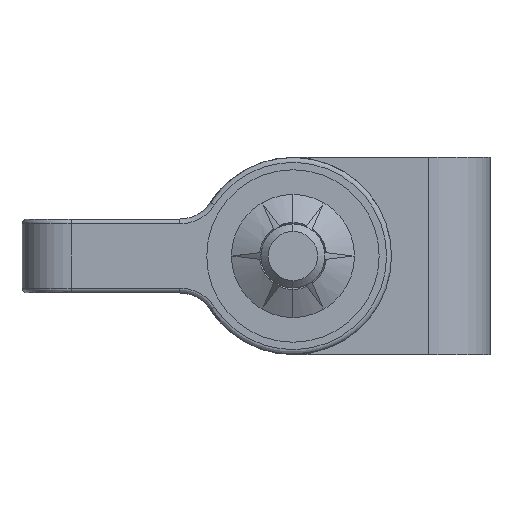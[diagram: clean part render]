
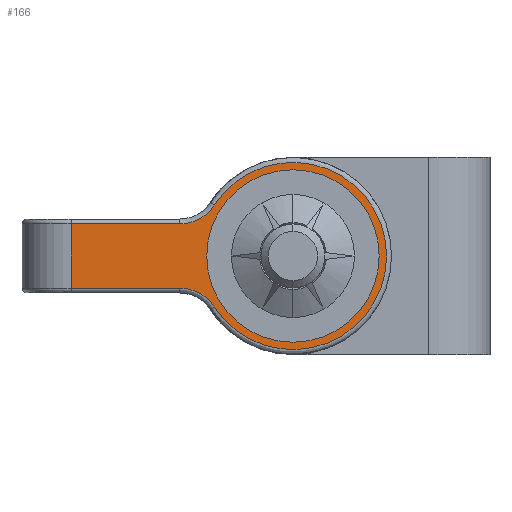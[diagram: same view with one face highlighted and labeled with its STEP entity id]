
A CAD part, left-side view. The second image highlights one B-rep face of the part: STEP entity #166.
In plain terms, the highlighted planar face has unit normal (-1, 0, 0).
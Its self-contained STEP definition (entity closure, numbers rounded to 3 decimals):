
#166=ADVANCED_FACE('',(#1486,#1487),#1485,.F.);
#1485=PLANE('',#2835);
#1486=FACE_OUTER_BOUND('',#2836,.T.);
#1487=FACE_BOUND('',#2837,.T.);
#2832=CARTESIAN_POINT('',(-9.,-7.269,6.881));
#2833=DIRECTION('',(1.,0.,0.));
#2834=DIRECTION('',(0.,0.,-1.));
#2835=AXIS2_PLACEMENT_3D('',#2832,#2833,#2834);
#2836=EDGE_LOOP('',(#3820,#3821,#3822,#3823,#3824,#3825));
#2837=EDGE_LOOP('',(#3826,#3827));
#3820=ORIENTED_EDGE('',*,*,#4340,.F.);
#3821=ORIENTED_EDGE('',*,*,#4343,.F.);
#3822=ORIENTED_EDGE('',*,*,#4346,.F.);
#3823=ORIENTED_EDGE('',*,*,#4349,.F.);
#3824=ORIENTED_EDGE('',*,*,#4352,.F.);
#3825=ORIENTED_EDGE('',*,*,#4368,.F.);
#3826=ORIENTED_EDGE('',*,*,#4500,.T.);
#3827=ORIENTED_EDGE('',*,*,#4501,.T.);
#4340=EDGE_CURVE('',#6202,#6182,#6209,.T.);
#4343=EDGE_CURVE('',#6222,#6202,#6229,.T.);
#4346=EDGE_CURVE('',#6242,#6222,#6249,.T.);
#4349=EDGE_CURVE('',#6262,#6242,#6269,.T.);
#4352=EDGE_CURVE('',#6282,#6262,#6289,.T.);
#4368=EDGE_CURVE('',#6182,#6282,#6389,.T.);
#4500=EDGE_CURVE('',#7265,#7266,#7267,.T.);
#4501=EDGE_CURVE('',#7266,#7265,#7273,.T.);
#6182=VERTEX_POINT('',#8749);
#6202=VERTEX_POINT('',#8763);
#6209=LINE('',#8768,#8769);
#6222=VERTEX_POINT('',#8775);
#6229=CIRCLE('',#8783,1.7);
#6242=VERTEX_POINT('',#8789);
#6249=CIRCLE('',#8797,3.8);
#6262=VERTEX_POINT('',#8803);
#6269=CIRCLE('',#8811,1.7);
#6282=VERTEX_POINT('',#8817);
#6289=LINE('',#8822,#8823);
#6389=LINE('',#8881,#8882);
#7265=VERTEX_POINT('',#9442);
#7266=VERTEX_POINT('',#9443);
#7267=CIRCLE('',#9447,3.5);
#7273=CIRCLE('',#9451,3.5);
#8749=CARTESIAN_POINT('',(-9.,9.,-1.3));
#8763=CARTESIAN_POINT('',(-9.,4.61,-1.3));
#8768=CARTESIAN_POINT('',(-9.,4.61,-1.3));
#8769=VECTOR('',#8770,4.39);
#8770=DIRECTION('',(0.,1.,0.));
#8775=CARTESIAN_POINT('',(-9.,3.185,-2.073));
#8780=CARTESIAN_POINT('',(-9.,4.61,-3.));
#8781=DIRECTION('',(-1.,0.,0.));
#8782=DIRECTION('',(0.,0.838,-0.545));
#8783=AXIS2_PLACEMENT_3D('',#8780,#8781,#8782);
#8789=CARTESIAN_POINT('',(-9.,3.185,2.073));
#8794=CARTESIAN_POINT('',(-9.,0.,0.));
#8795=DIRECTION('',(1.,0.,0.));
#8796=DIRECTION('',(0.,0.838,0.545));
#8797=AXIS2_PLACEMENT_3D('',#8794,#8795,#8796);
#8803=CARTESIAN_POINT('',(-9.,4.61,1.3));
#8808=CARTESIAN_POINT('',(-9.,4.61,3.));
#8809=DIRECTION('',(-1.,0.,0.));
#8810=DIRECTION('',(0.,0.,1.));
#8811=AXIS2_PLACEMENT_3D('',#8808,#8809,#8810);
#8817=CARTESIAN_POINT('',(-9.,9.,1.3));
#8822=CARTESIAN_POINT('',(-9.,9.,1.3));
#8823=VECTOR('',#8824,4.39);
#8824=DIRECTION('',(0.,-1.,0.));
#8881=CARTESIAN_POINT('',(-9.,9.,-1.3));
#8882=VECTOR('',#8883,2.6);
#8883=DIRECTION('',(0.,0.,1.));
#9442=CARTESIAN_POINT('',(-9.,0.,3.5));
#9443=CARTESIAN_POINT('',(-9.,0.,-3.5));
#9444=CARTESIAN_POINT('',(-9.,0.,0.));
#9445=DIRECTION('',(1.,0.,0.));
#9446=DIRECTION('',(0.,0.,1.));
#9447=AXIS2_PLACEMENT_3D('',#9444,#9445,#9446);
#9448=CARTESIAN_POINT('',(-9.,0.,0.));
#9449=DIRECTION('',(1.,0.,0.));
#9450=DIRECTION('',(0.,0.,1.));
#9451=AXIS2_PLACEMENT_3D('',#9448,#9449,#9450);
